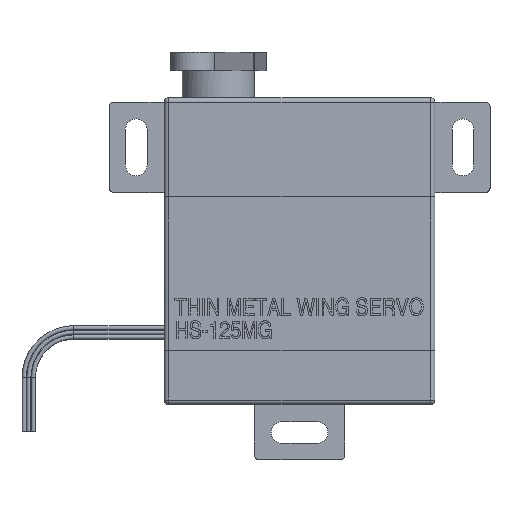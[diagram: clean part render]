
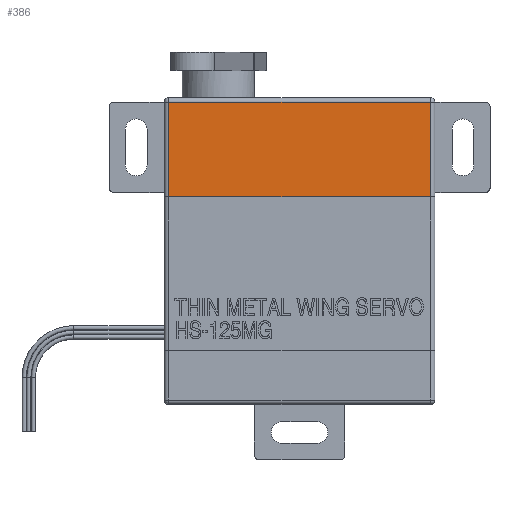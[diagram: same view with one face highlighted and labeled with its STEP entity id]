
A CAD part, top view. The second image highlights one B-rep face of the part: STEP entity #386.
In plain terms, the highlighted planar face has unit normal (0, 0, 1).
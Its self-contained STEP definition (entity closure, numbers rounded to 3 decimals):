
#386 = ADVANCED_FACE( '', ( #1364 ), #1365, .T. );
#1364 = FACE_OUTER_BOUND( '', #2686, .T. );
#1365 = PLANE( '', #2687 );
#2686 = EDGE_LOOP( '', ( #6603, #6604, #6605, #6606 ) );
#2687 = AXIS2_PLACEMENT_3D( '', #6607, #6608, #6609 );
#6603 = ORIENTED_EDGE( '', *, *, #10744, .T. );
#6604 = ORIENTED_EDGE( '', *, *, #10745, .T. );
#6605 = ORIENTED_EDGE( '', *, *, #10746, .T. );
#6606 = ORIENTED_EDGE( '', *, *, #10582, .F. );
#6607 = CARTESIAN_POINT( '', ( -15., -17., 5.2 ) );
#6608 = DIRECTION( '', ( 0., 0., 1. ) );
#6609 = DIRECTION( '', ( 1., 0., 0. ) );
#10582 = EDGE_CURVE( '', #12826, #12828, #12829, .T. );
#10744 = EDGE_CURVE( '', #12826, #13106, #13107, .T. );
#10745 = EDGE_CURVE( '', #13106, #13108, #13109, .T. );
#10746 = EDGE_CURVE( '', #13108, #12828, #13110, .T. );
#12826 = VERTEX_POINT( '', #18908 );
#12828 = VERTEX_POINT( '', #18910 );
#12829 = LINE( '', #18911, #18912 );
#13106 = VERTEX_POINT( '', #19295 );
#13107 = LINE( '', #19296, #19297 );
#13108 = VERTEX_POINT( '', #19298 );
#13109 = LINE( '', #19299, #19300 );
#13110 = LINE( '', #19301, #19302 );
#18908 = CARTESIAN_POINT( '', ( 14.5, 6., 5.2 ) );
#18910 = CARTESIAN_POINT( '', ( -14.5, 6., 5.2 ) );
#18911 = CARTESIAN_POINT( '', ( -15., 6., 5.2 ) );
#18912 = VECTOR( '', #21621, 1000. );
#19295 = CARTESIAN_POINT( '', ( 14.5, 16.5, 5.2 ) );
#19296 = CARTESIAN_POINT( '', ( 14.5, 17., 5.2 ) );
#19297 = VECTOR( '', #21893, 1000. );
#19298 = CARTESIAN_POINT( '', ( -14.5, 16.5, 5.2 ) );
#19299 = CARTESIAN_POINT( '', ( -14.5, 16.5, 5.2 ) );
#19300 = VECTOR( '', #21894, 1000. );
#19301 = CARTESIAN_POINT( '', ( -14.5, 6., 5.2 ) );
#19302 = VECTOR( '', #21895, 1000. );
#21621 = DIRECTION( '', ( -1., 0., 0. ) );
#21893 = DIRECTION( '', ( 0., 1., 0. ) );
#21894 = DIRECTION( '', ( -1., 0., 0. ) );
#21895 = DIRECTION( '', ( 0., -1., 0. ) );
